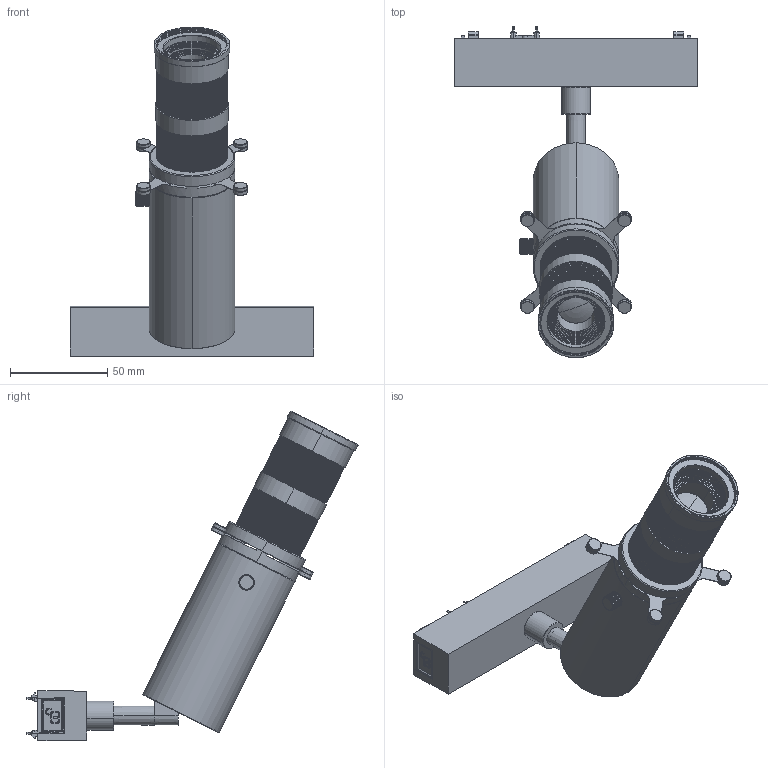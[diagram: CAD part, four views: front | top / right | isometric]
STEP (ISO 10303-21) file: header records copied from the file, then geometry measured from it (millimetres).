
FILE_DESCRIPTION (( 'STEP AP203' ), '1' );
FILE_NAME ('S-SU-26-10W-E1.STEP', '2023-05-10T09:12:04', ( 'ylmfeng' ), ( 'ylmfeng.com' ), 'SwSTEP 2.0', 'SolidWorks 2018', '' );
FILE_SCHEMA (( 'CONFIG_CONTROL_DESIGN' ));
Length unit declared in the file: millimetre
Products named in the file (25): 埴芛坋趼蹟佪M4X20; 201-A1连接柱与摇摆支架组合件; 201-E1-噩芛; M10X11.8埴芛祅晚挴奪; 201-E1-腑极; S-SU-26-10W-E1; 201-E1-散热器; 201-E1-芧芵噩; ET26-棠柲寢耋芛; 201-A1蟀諉翐; 201-E1-腑芠; et26-棠柲寢耋芛; CXM-4-嫖埭; 1304嫖埭盓殤; ㄗ18.4ㄘ耳16X耳10.2X1.1mm滅唅縐え; M4滅侂蹟譫; 201-E1-翋极; M3x6忒禳蹟佪; 麥芛坋趼蹟佪 M2X6; 20X16X3.0mm棠沺; 201-A1牷啊盓殤; 麥芛囀鞠褒蹟佪M3X8; 耳13.5X耳10X0.3 疏檢貌侗; 201-A1綴裔
Assembly tree (25 placements, depth 4):
  S-SU-26-10W-E1
    ET26-棠柲寢耋芛
      et26-棠柲寢耋芛
      20X16X3.0mm棠沺
      M10X11.8埴芛祅晚挴奪
      ㄗ18.4ㄘ耳16X耳10.2X1.1mm滅唅縐え
      耳13.5X耳10X0.3 疏檢貌侗
    201-A1连接柱与摇摆支架组合件
      201-A1牷啊盓殤
      201-A1蟀諉翐
    201-E1-翋极
      201-E1-腑极
        201-E1-腑芠
        201-E1-散热器
      201-A1綴裔
      麥芛囀鞠褒蹟佪M3X8
      CXM-4-嫖埭
      1304嫖埭盓殤
      麥芛坋趼蹟佪 M2X6  x2
      埴芛坋趼蹟佪M4X20
      M4滅侂蹟譫
    201-E1-噩芛
      201-E1-噩芛
      201-E1-芧芵噩
    M3x6忒禳蹟佪
Bounding box: 125 x 170.54 x 169.5 mm (x, y, z)
Volume: 142696.4 mm3; surface area: 120338.4 mm2
Topology: 19 solids, 31 shells, 4148 faces, 11695 edges, 7670 vertices
Faces by surface type: plane 2092, cone 1201, cylinder 717, bspline 107, torus 31
Entity records: 150751 total; most frequent: CARTESIAN_POINT 43943, ORIENTED_EDGE 23242, DIRECTION 19962, EDGE_CURVE 11627, VERTEX_POINT 7636, AXIS2_PLACEMENT_3D 6832, VECTOR 6298, LINE 6298
